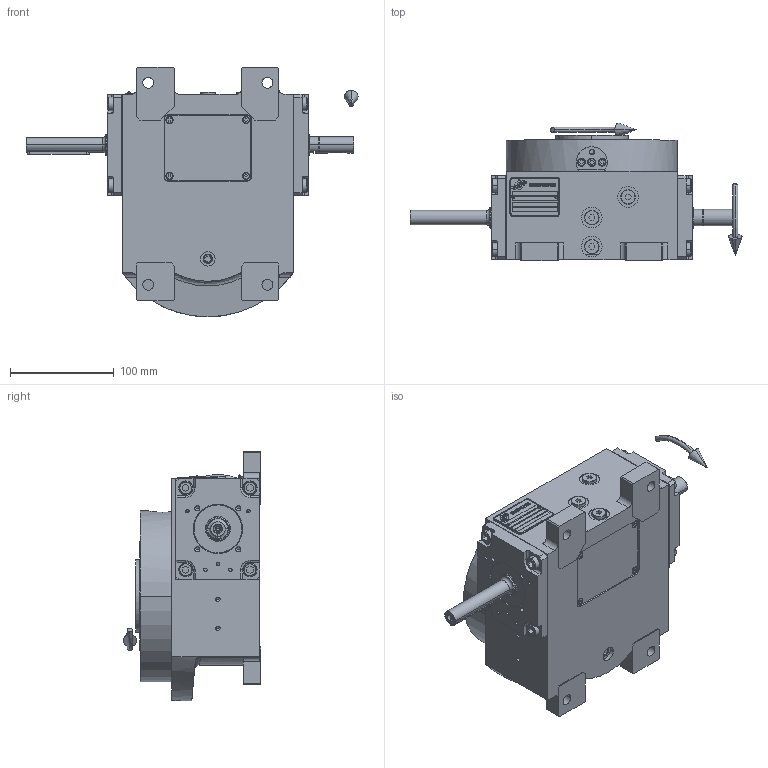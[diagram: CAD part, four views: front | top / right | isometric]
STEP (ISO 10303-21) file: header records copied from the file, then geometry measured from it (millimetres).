
FILE_DESCRIPTION (( 'STEP AP203' ), '1' );
FILE_NAME ('PC5201775.step', '2026-01-15T16:59:18', ( '' ), ( '' ), 'SwSTEP 2.0', 'SolidWorks 2020', '' );
FILE_SCHEMA (( 'CONFIG_CONTROL_DESIGN' ));
Length unit declared in the file: millimetre
Products named in the file (70): CFN2155_01_007.stp; rig04_002_bl_009; AS_rig04_004; cfn2115_02_188; cfn2000_01_129; RIG04_005_ASM.stp; RIG04_005_AF0.stp; CFN2203_02_001.stp; CFN2000_01_185.stp; rig04_071_6_m.stp; cfn2000_01_147; rig04_015; rig04_007_master; freccia_angolare_albero; AS_rig04_015; cfn2205_01_012; RIG06_021_AF0.stp; olio_agip_blasia_150; cfn2077_01_018; cfn2000_01_161; cfn2070_05_001; CFN2356_03_051.stp; cfn2128_04_011; CFN2223_01-390X6-B.stp; 900_38_30_003; AS_900_38_30_003; cfn2003_01_063; cfn2128_05_006; rig04_003_6; AS_rig04_002_bl_009; cfn2155_01_055; rig04_004; cfn2276_01_065; cfn2115_02_213; cfn2104_01_016; cfn2151_01_092; PC5201775; CFN2104_02_017.stp; cfn2476_01_001_48x38; cfn2107_01_001 ...
Assembly tree (61 placements, depth 5):
  CFN2203_02_001.stp
  rig04_007_master
  cfn2205_01_012
  olio_agip_blasia_150
  cfn2077_01_018
Bounding box: 320.5 x 133 x 241 mm (x, y, z)
Volume: 1252213.5 mm3; surface area: 395344.3 mm2
Topology: 65 solids, 65 shells, 1919 faces, 4681 edges, 2990 vertices
Faces by surface type: plane 1002, cylinder 581, cone 315, torus 14, sphere 6, bspline 1
Entity records: 63428 total; most frequent: CARTESIAN_POINT 12056, DIRECTION 9316, ORIENTED_EDGE 8914, EDGE_CURVE 4457, AXIS2_PLACEMENT_3D 3179, VECTOR 2958, LINE 2958, VERTEX_POINT 2898
